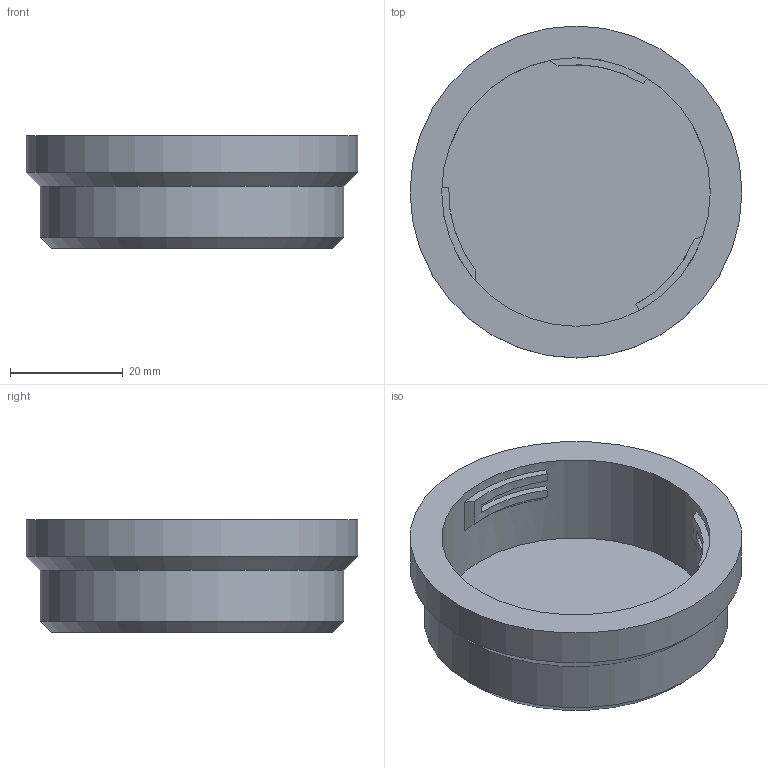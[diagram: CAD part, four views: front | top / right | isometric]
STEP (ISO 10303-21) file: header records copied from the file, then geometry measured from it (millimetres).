
FILE_DESCRIPTION(/* description */ (''),/* implementation_level */ '2;1');
FILE_NAME(/* name */ 'baseRearCap_nikonF',/* time_stamp */ '2023-12-05T12:56:41-05:00',/* author */ ('George Moua'),/* organization */ ('Archive 663'),/* preprocessor_version */ 'ST-DEVELOPER v16.7',/* originating_system */ 'Solid Edge',/* authorisation */ 'Unknown');
FILE_SCHEMA (('AUTOMOTIVE_DESIGN {1 0 10303 214 3 1 1}'));
Length unit declared in the file: millimetre
Products named in the file (3): mountLensBase; mountLensBase_nikonF_oa_0; baseRearCap_nikonF
Assembly tree (2 placements, depth 3):
  mountLensBase
    mountLensBase_nikonF_oa_0
      baseRearCap_nikonF
Bounding box: 59 x 59 x 20 mm (x, y, z)
Volume: 18479.4 mm3; surface area: 11417.5 mm2
Topology: 1 solids, 1 shells, 50 faces, 129 edges, 86 vertices
Faces by surface type: plane 33, cylinder 7, cone 7, bspline 3
Full cylindrical faces by diameter (mm): 47.75 x1, 54 x1, 59 x1
Entity records: 2017 total; most frequent: CARTESIAN_POINT 820, ORIENTED_EDGE 228, DIRECTION 226, EDGE_CURVE 114, VERTEX_POINT 80, AXIS2_PLACEMENT_3D 77, LINE 72, VECTOR 72
